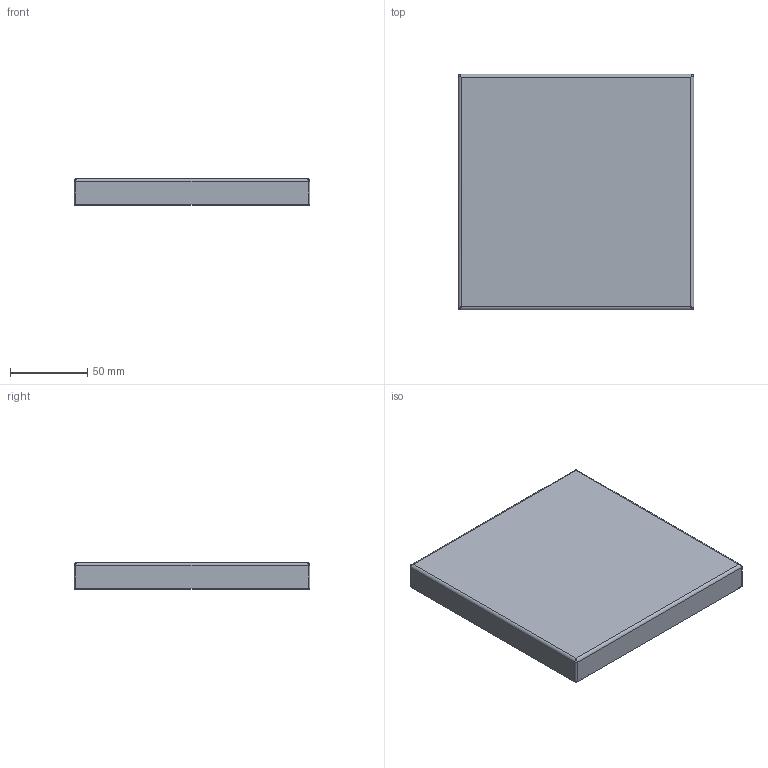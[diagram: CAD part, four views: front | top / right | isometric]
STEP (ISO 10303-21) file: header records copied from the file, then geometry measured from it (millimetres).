
FILE_DESCRIPTION(('HOOPS Exchange Step'),'2;1');
FILE_NAME('temp_export','2024-08-09T23:58:49+08:00',('mobile'),('Shapr3D Limited'),'HOOPS Exchange 2024.2','Shapr3D','Authorized');
FILE_SCHEMA( ('AUTOMOTIVE_DESIGN { 1 0 10303 214 1 1 1 1 }') );
Length unit declared in the file: millimetre
Products named in the file (5): 百年单株v2.1; 百年单株v2.0; 百年单株v1.0; 百年单株; root
Assembly tree (4 placements, depth 2):
  root
    百年单株v2.1
    百年单株v2.0
    百年单株v1.0
    百年单株
Bounding box: 153 x 153 x 17.5 mm (x, y, z)
Volume: 107948.1 mm3; surface area: 65601.4 mm2
Topology: 2 solids, 2 shells, 58 faces, 128 edges, 74 vertices
Faces by surface type: plane 24, cylinder 21, torus 8, bspline 5
Entity records: 2141 total; most frequent: CARTESIAN_POINT 762, DIRECTION 292, ORIENTED_EDGE 252, EDGE_CURVE 126, AXIS2_PLACEMENT_3D 110, VERTEX_POINT 74, VECTOR 72, LINE 72
